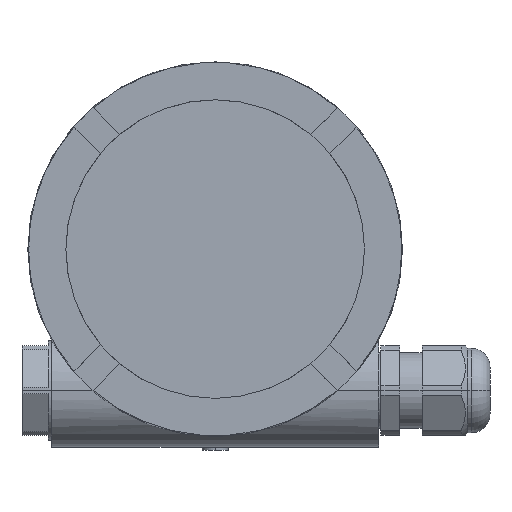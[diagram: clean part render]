
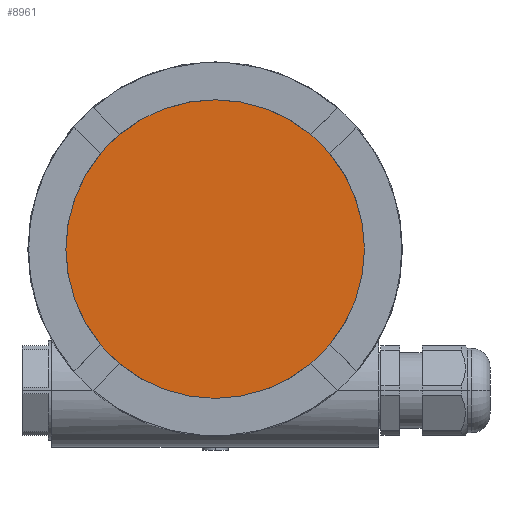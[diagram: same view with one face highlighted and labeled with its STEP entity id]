
A CAD part, top view. The second image highlights one B-rep face of the part: STEP entity #8961.
In plain terms, the highlighted planar face has unit normal (0, 0, 1).
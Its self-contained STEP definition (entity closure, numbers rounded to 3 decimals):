
#2464=CARTESIAN_POINT('',(0.,0.,96.7));
#2465=DIRECTION('',(0.,0.,1.));
#2466=DIRECTION('',(-1.,0.,0.));
#2467=AXIS2_PLACEMENT_3D('',#2464,#2465,#2466);
#2472=CARTESIAN_POINT('',(0.,0.,96.7));
#2473=DIRECTION('',(0.,0.,1.));
#2474=DIRECTION('',(1.,0.,0.));
#2475=AXIS2_PLACEMENT_3D('',#2472,#2473,#2474);
#5906=CARTESIAN_POINT('',(-40.2,0.,96.7));
#5908=VERTEX_POINT('',#5906);
#5928=CARTESIAN_POINT('',(40.2,0.,96.7));
#5929=VERTEX_POINT('',#5928);
#8952=CARTESIAN_POINT('',(-20.1,0.,96.7));
#8953=DIRECTION('',(0.,0.,-1.));
#8954=DIRECTION('',(1.,0.,0.));
#8955=AXIS2_PLACEMENT_3D('',#8952,#8953,#8954);
#8956=PLANE('',#8955);
#8957=ORIENTED_EDGE('',*,*,#8525,.F.);
#8958=ORIENTED_EDGE('',*,*,#8584,.F.);
#8959=EDGE_LOOP('',(#8957,#8958));
#8960=FACE_OUTER_BOUND('',#8959,.F.);
#8961=ADVANCED_FACE('',(#8960),#8956,.F.);
#2468=CIRCLE('',#2467,40.2);
#2476=CIRCLE('',#2475,40.2);
#8525=EDGE_CURVE('',#5908,#5929,#2468,.T.);
#8584=EDGE_CURVE('',#5929,#5908,#2476,.T.);
